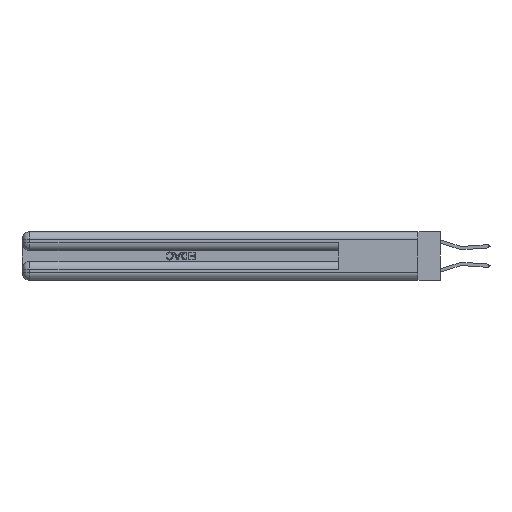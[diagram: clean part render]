
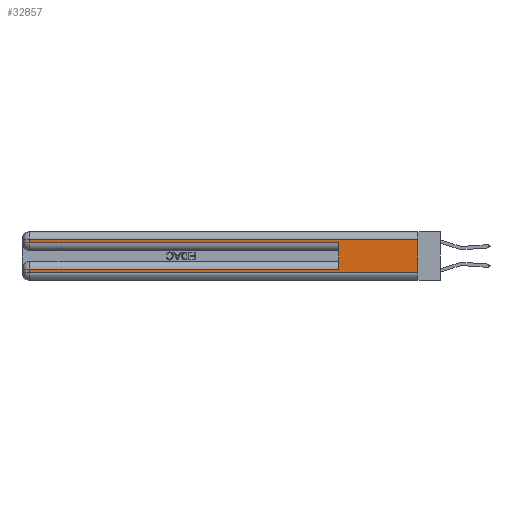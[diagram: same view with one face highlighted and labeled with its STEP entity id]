
A CAD part, left-side view. The second image highlights one B-rep face of the part: STEP entity #32857.
In plain terms, the highlighted planar face has unit normal (-1, 0, 0).
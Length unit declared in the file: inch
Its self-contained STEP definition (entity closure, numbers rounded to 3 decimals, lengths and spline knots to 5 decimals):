
#856 = VERTEX_POINT ( 'NONE', #24401 ) ;
#869 = LINE ( 'NONE', #6484, #3365 ) ;
#1189 = AXIS2_PLACEMENT_3D ( 'NONE', #6936, #21153, #12539 ) ;
#2608 = VERTEX_POINT ( 'NONE', #31118 ) ;
#2714 = CARTESIAN_POINT ( 'NONE',  ( 0., 0.6, 0.145 ) ) ;
#3365 = VECTOR ( 'NONE', #18468, 39.37008 ) ;
#3490 = EDGE_CURVE ( 'NONE', #19417, #35146, #34169, .T. ) ;
#4302 = EDGE_CURVE ( 'NONE', #28747, #856, #27709, .T. ) ;
#4600 = ORIENTED_EDGE ( 'NONE', *, *, #27505, .F. ) ;
#4756 = EDGE_LOOP ( 'NONE', ( #25062, #31855, #4973, #26069, #4600, #12867, #32482, #16731 ) ) ;
#4973 = ORIENTED_EDGE ( 'NONE', *, *, #3490, .T. ) ;
#5531 = LINE ( 'NONE', #2714, #35545 ) ;
#5871 = CARTESIAN_POINT ( 'NONE',  ( 0., 0.6, 0.285 ) ) ;
#6330 = CARTESIAN_POINT ( 'NONE',  ( 0., 0., 0.31 ) ) ;
#6484 = CARTESIAN_POINT ( 'NONE',  ( 0., 2.94, 0.37 ) ) ;
#6936 = CARTESIAN_POINT ( 'NONE',  ( 0., 0., 0.37 ) ) ;
#7115 = PLANE ( 'NONE',  #1189 ) ;
#8629 = CARTESIAN_POINT ( 'NONE',  ( 0., 2.94, 0.37 ) ) ;
#9225 = CARTESIAN_POINT ( 'NONE',  ( 0., 0., 0.37 ) ) ;
#9383 = FACE_OUTER_BOUND ( 'NONE', #4756, .T. ) ;
#9604 = EDGE_CURVE ( 'NONE', #2608, #19417, #11599, .T. ) ;
#9867 = LINE ( 'NONE', #21271, #24213 ) ;
#11599 = LINE ( 'NONE', #6330, #27143 ) ;
#12539 = DIRECTION ( 'NONE',  ( 0., 0., -1. ) ) ;
#12867 = ORIENTED_EDGE ( 'NONE', *, *, #4302, .T. ) ;
#13317 = CARTESIAN_POINT ( 'NONE',  ( 0., 0., 0.06 ) ) ;
#13334 = CARTESIAN_POINT ( 'NONE',  ( 0., 0., 0.085 ) ) ;
#13563 = VERTEX_POINT ( 'NONE', #5871 ) ;
#15979 = CARTESIAN_POINT ( 'NONE',  ( 0., 2.94, 0.285 ) ) ;
#16188 = DIRECTION ( 'NONE',  ( 0., -1., 0. ) ) ;
#16731 = ORIENTED_EDGE ( 'NONE', *, *, #32773, .T. ) ;
#17229 = LINE ( 'NONE', #20242, #17322 ) ;
#17322 = VECTOR ( 'NONE', #28617, 39.37008 ) ;
#17741 = DIRECTION ( 'NONE',  ( 0., 1., 0. ) ) ;
#18468 = DIRECTION ( 'NONE',  ( 0., 0., -1. ) ) ;
#19070 = CARTESIAN_POINT ( 'NONE',  ( 0., 2.94, 0.06 ) ) ;
#19417 = VERTEX_POINT ( 'NONE', #19914 ) ;
#19587 = LINE ( 'NONE', #9225, #20471 ) ;
#19914 = CARTESIAN_POINT ( 'NONE',  ( 0., 2.94, 0.31 ) ) ;
#20242 = CARTESIAN_POINT ( 'NONE',  ( 0., 0., 0.06 ) ) ;
#20471 = VECTOR ( 'NONE', #20635, 39.37008 ) ;
#20635 = DIRECTION ( 'NONE',  ( 0., 0., -1. ) ) ;
#21153 = DIRECTION ( 'NONE',  ( 1., 0., 0. ) ) ;
#21271 = CARTESIAN_POINT ( 'NONE',  ( 0., 0., 0.285 ) ) ;
#21800 = VECTOR ( 'NONE', #36853, 39.37008 ) ;
#22898 = DIRECTION ( 'NONE',  ( 0., 0., 1. ) ) ;
#23339 = DIRECTION ( 'NONE',  ( 0., 0., -1. ) ) ;
#24213 = VECTOR ( 'NONE', #16188, 39.37008 ) ;
#24401 = CARTESIAN_POINT ( 'NONE',  ( 0., 2.94, 0.085 ) ) ;
#24915 = VERTEX_POINT ( 'NONE', #13317 ) ;
#25062 = ORIENTED_EDGE ( 'NONE', *, *, #36664, .F. ) ;
#26069 = ORIENTED_EDGE ( 'NONE', *, *, #26851, .T. ) ;
#26851 = EDGE_CURVE ( 'NONE', #35146, #13563, #9867, .T. ) ;
#26977 = VERTEX_POINT ( 'NONE', #19070 ) ;
#27143 = VECTOR ( 'NONE', #17741, 39.37008 ) ;
#27505 = EDGE_CURVE ( 'NONE', #28747, #13563, #5531, .T. ) ;
#27709 = LINE ( 'NONE', #13334, #21800 ) ;
#28617 = DIRECTION ( 'NONE',  ( 0., -1., 0. ) ) ;
#28668 = EDGE_CURVE ( 'NONE', #856, #26977, #869, .T. ) ;
#28747 = VERTEX_POINT ( 'NONE', #32624 ) ;
#31118 = CARTESIAN_POINT ( 'NONE',  ( 0., 0., 0.31 ) ) ;
#31299 = VECTOR ( 'NONE', #23339, 39.37008 ) ;
#31855 = ORIENTED_EDGE ( 'NONE', *, *, #9604, .T. ) ;
#32482 = ORIENTED_EDGE ( 'NONE', *, *, #28668, .T. ) ;
#32624 = CARTESIAN_POINT ( 'NONE',  ( 0., 0.6, 0.085 ) ) ;
#32773 = EDGE_CURVE ( 'NONE', #26977, #24915, #17229, .T. ) ;
#32857 = ADVANCED_FACE ( 'NONE', ( #9383 ), #7115, .F. ) ;
#34169 = LINE ( 'NONE', #8629, #31299 ) ;
#35146 = VERTEX_POINT ( 'NONE', #15979 ) ;
#35545 = VECTOR ( 'NONE', #22898, 39.37008 ) ;
#36664 = EDGE_CURVE ( 'NONE', #2608, #24915, #19587, .T. ) ;
#36853 = DIRECTION ( 'NONE',  ( 0., 1., 0. ) ) ;
